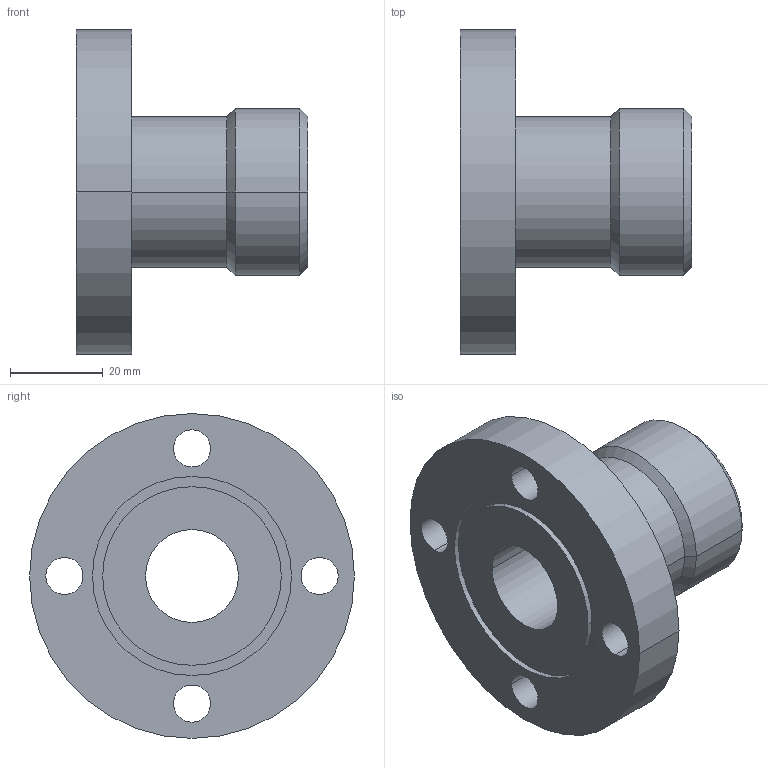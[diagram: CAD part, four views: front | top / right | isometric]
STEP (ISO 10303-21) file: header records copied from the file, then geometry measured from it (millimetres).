
FILE_DESCRIPTION(('STEP AP214'),'1');
FILE_NAME('b9-001.stp','2021-01-28T15:37:46',('TraceParts'),('TraceParts S.A.'),'Spatial InterOp 3D',' ',' ');
FILE_SCHEMA(('AUTOMOTIVE_DESIGN { 1 0 10303 214 1 1 1 1 }'));
Length unit declared in the file: millimetre
Products named in the file (1): b9-001
Bounding box: 50 x 70 x 70 mm (x, y, z)
Volume: 58550.8 mm3; surface area: 18306.2 mm2
Topology: 1 solids, 1 shells, 34 faces, 76 edges, 48 vertices
Faces by surface type: cylinder 22, cone 6, plane 6
Entity records: 999 total; most frequent: DIRECTION 194, CARTESIAN_POINT 159, ORIENTED_EDGE 152, AXIS2_PLACEMENT_3D 83, EDGE_CURVE 76, EDGE_LOOP 48, VERTEX_POINT 48, CIRCLE 48
